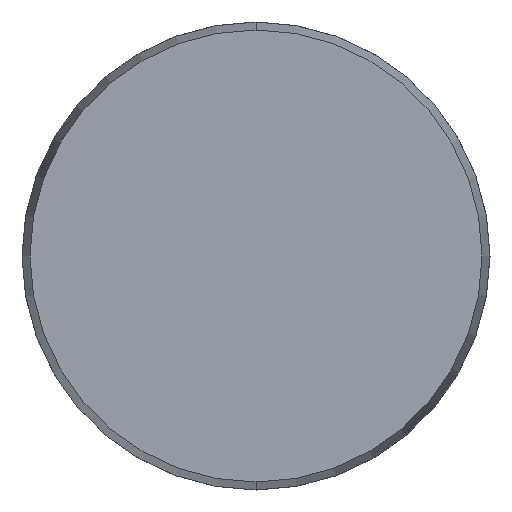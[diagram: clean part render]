
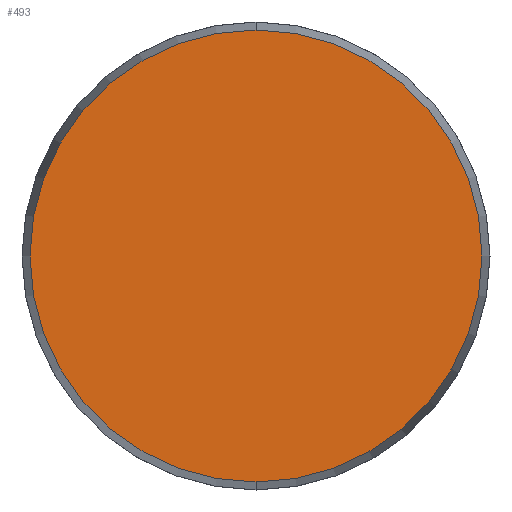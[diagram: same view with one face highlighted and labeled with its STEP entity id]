
A CAD part, front view. The second image highlights one B-rep face of the part: STEP entity #493.
In plain terms, the highlighted planar face has unit normal (0, -1, 0).
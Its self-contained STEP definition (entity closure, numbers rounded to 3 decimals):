
#11 = DIRECTION ( 'NONE',  ( 0., 0., -1. ) ) ;
#14 = PLANE ( 'NONE',  #887 ) ;
#23 = FACE_OUTER_BOUND ( 'NONE', #690, .T. ) ;
#46 = VERTEX_POINT ( 'NONE', #495 ) ;
#49 = AXIS2_PLACEMENT_3D ( 'NONE', #536, #944, #11 ) ;
#83 = EDGE_CURVE ( 'NONE', #46, #108, #943, .T. ) ;
#108 = VERTEX_POINT ( 'NONE', #352 ) ;
#122 = DIRECTION ( 'NONE',  ( 0., -1., 0. ) ) ;
#257 = DIRECTION ( 'NONE',  ( 0., 0., 1. ) ) ;
#265 = EDGE_CURVE ( 'NONE', #108, #46, #377, .T. ) ;
#307 = ORIENTED_EDGE ( 'NONE', *, *, #265, .T. ) ;
#341 = DIRECTION ( 'NONE',  ( 0., 1., 0. ) ) ;
#344 = ORIENTED_EDGE ( 'NONE', *, *, #83, .T. ) ;
#352 = CARTESIAN_POINT ( 'NONE',  ( 0., 0., -24.143 ) ) ;
#377 = CIRCLE ( 'NONE', #49, 24.143 ) ;
#392 = AXIS2_PLACEMENT_3D ( 'NONE', #501, #122, #976 ) ;
#493 = ADVANCED_FACE ( 'NONE', ( #23 ), #14, .F. ) ;
#495 = CARTESIAN_POINT ( 'NONE',  ( 0., 0., 24.143 ) ) ;
#501 = CARTESIAN_POINT ( 'NONE',  ( 0., 0., 0. ) ) ;
#536 = CARTESIAN_POINT ( 'NONE',  ( 0., 0., 0. ) ) ;
#690 = EDGE_LOOP ( 'NONE', ( #344, #307 ) ) ;
#887 = AXIS2_PLACEMENT_3D ( 'NONE', #983, #341, #257 ) ;
#943 = CIRCLE ( 'NONE', #392, 24.143 ) ;
#944 = DIRECTION ( 'NONE',  ( 0., -1., 0. ) ) ;
#976 = DIRECTION ( 'NONE',  ( 0., 0., -1. ) ) ;
#983 = CARTESIAN_POINT ( 'NONE',  ( -24.143, 0., 0. ) ) ;
